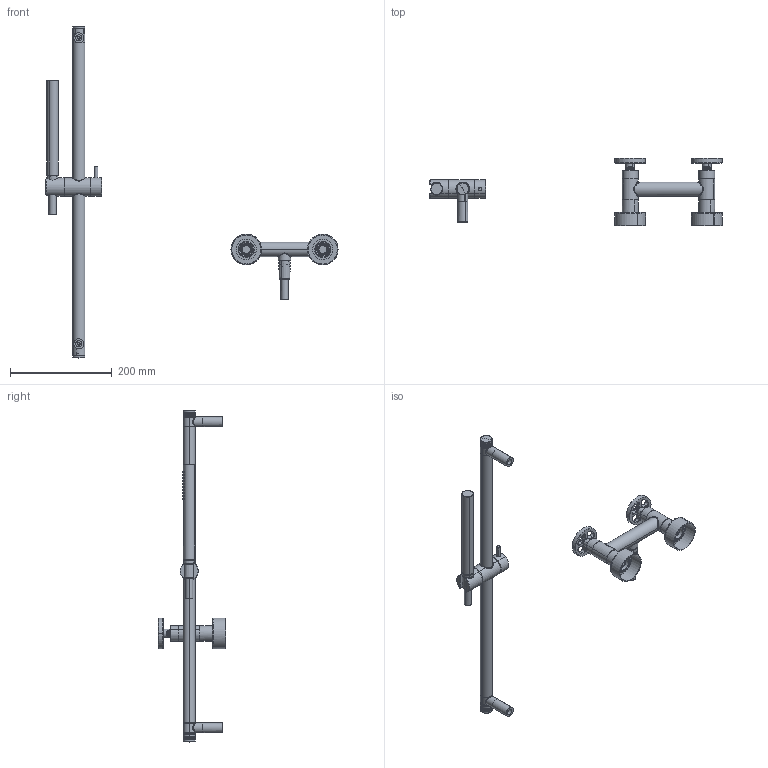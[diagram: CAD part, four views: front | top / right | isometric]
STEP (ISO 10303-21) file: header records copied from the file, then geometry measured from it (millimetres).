
FILE_DESCRIPTION(('CATIA V5 STEP Exchange','CAx-IF Rec.Pracs.--- Model Styling and Organization---1.5--- 2016-08-15','CAx-IF Rec.Pracs.---Supplemental Geometry---1.0---2011-11-01','CAx-IF Rec.Pracs.--- Composite Materials ---3.4---2017-06-13','CAx-IF Rec.Pracs.---Tessellated 3D Geometry---1.0---2015-12-17'),'2;1');
FILE_NAME('MN000460.stp','2022-09-17T09:16:53+00:00',('none'),('none'),'CATIA Version 5-6 Release 2020 SP2','CATIA V5 STEP AP242 v2','none');
FILE_SCHEMA(('AP242_MANAGED_MODEL_BASED_3D_ENGINEERING_MIM_LF {1 0 10303 442 1 1 4}'));
Length unit declared in the file: millimetre
Products named in the file (1): MN000460
Bounding box: 572.84 x 131.5 x 651 mm (x, y, z)
Volume: 476704.9 mm3; surface area: 275969.1 mm2
Topology: 37 solids, 37 shells, 1490 faces, 3647 edges, 2316 vertices
Faces by surface type: cylinder 614, extrusion 292, plane 256, cone 224, torus 70, bspline 22, sphere 12
Entity records: 49785 total; most frequent: CARTESIAN_POINT 18668, ORIENTED_EDGE 7262, DIRECTION 4287, EDGE_CURVE 3631, VERTEX_POINT 2316, AXIS2_PLACEMENT_3D 1895, EDGE_LOOP 1697, VECTOR 1597
